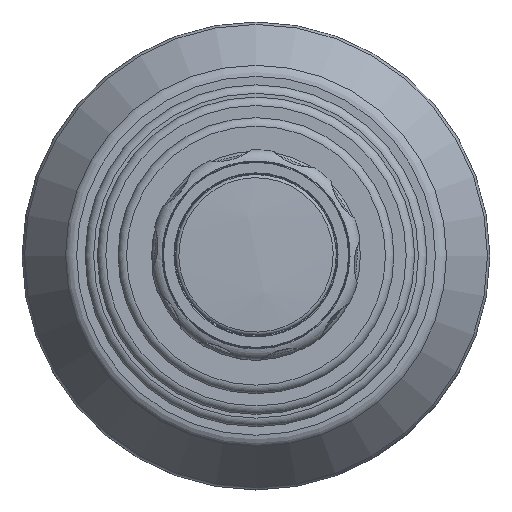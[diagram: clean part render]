
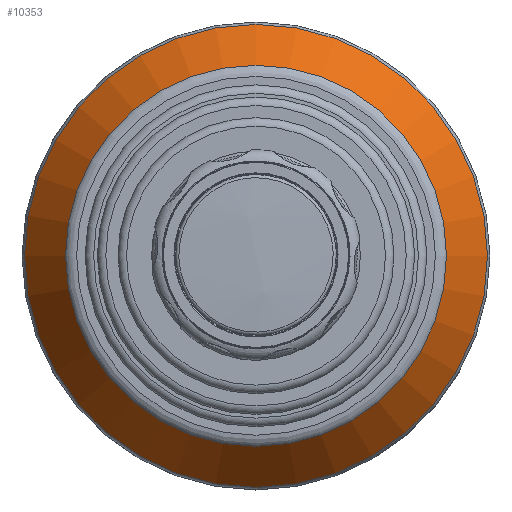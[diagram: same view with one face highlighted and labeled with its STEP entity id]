
A CAD part, top view. The second image highlights one B-rep face of the part: STEP entity #10353.
In plain terms, the highlighted conical face has half-angle 35 degrees and reference radius 30.999 mm.
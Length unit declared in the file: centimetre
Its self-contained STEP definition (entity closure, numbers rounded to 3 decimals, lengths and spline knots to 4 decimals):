
#2141=CONICAL_SURFACE('',#11259,3.0999,35.);
#2391=FACE_BOUND('',#3739,.T.);
#2906=FACE_OUTER_BOUND('',#3738,.T.);
#3738=EDGE_LOOP('',(#8992));
#3739=EDGE_LOOP('',(#8993));
#4177=CIRCLE('',#11255,2.8095);
#4180=CIRCLE('',#11260,3.4138);
#5071=VERTEX_POINT('',#18687);
#5074=VERTEX_POINT('',#18695);
#6417=EDGE_CURVE('',#5071,#5071,#4177,.T.);
#6420=EDGE_CURVE('',#5074,#5074,#4180,.T.);
#8992=ORIENTED_EDGE('',*,*,#6417,.F.);
#8993=ORIENTED_EDGE('',*,*,#6420,.F.);
#10353=ADVANCED_FACE('',(#2906,#2391),#2141,.T.);
#11255=AXIS2_PLACEMENT_3D('',#18688,#13667,#13668);
#11259=AXIS2_PLACEMENT_3D('',#18694,#13675,#13676);
#11260=AXIS2_PLACEMENT_3D('',#18696,#13677,#13678);
#13667=DIRECTION('center_axis',(0.,0.,
1.));
#13668=DIRECTION('ref_axis',(1.,0.,0.));
#13675=DIRECTION('center_axis',(0.,0.,
-1.));
#13676=DIRECTION('ref_axis',(1.,0.,0.));
#13677=DIRECTION('center_axis',(0.,0.,
-1.));
#13678=DIRECTION('ref_axis',(1.,0.,0.));
#18687=CARTESIAN_POINT('',(-2.8095,0.,1.4647));
#18688=CARTESIAN_POINT('Origin',(0.,0.,
1.4647));
#18694=CARTESIAN_POINT('Origin',(0.,0.,
1.05));
#18695=CARTESIAN_POINT('',(-3.4138,0.,0.6017));
#18696=CARTESIAN_POINT('Origin',(0.,0.,
0.6017));
